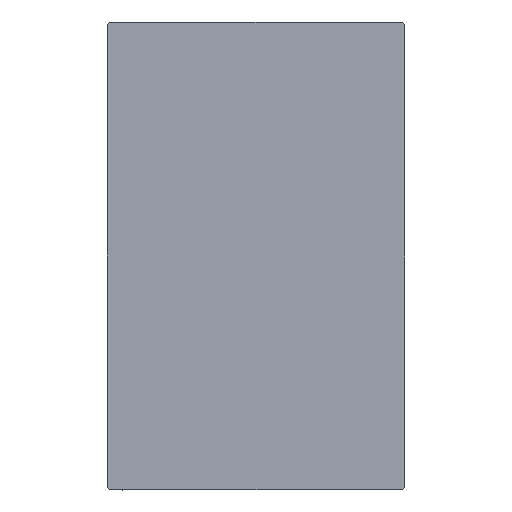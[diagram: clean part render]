
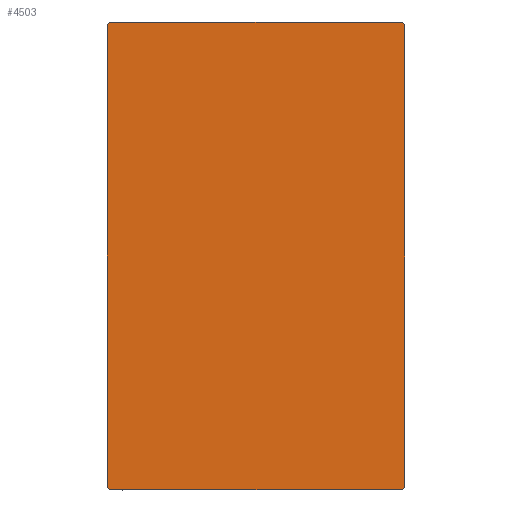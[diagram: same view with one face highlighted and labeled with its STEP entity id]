
A CAD part, left-side view. The second image highlights one B-rep face of the part: STEP entity #4503.
In plain terms, the highlighted face is planar.
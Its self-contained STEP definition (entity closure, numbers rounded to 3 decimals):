
#1043 = VERTEX_POINT ( 'NONE', #34890 ) ;
#2081 = VECTOR ( 'NONE', #27161, 1000. ) ;
#2439 = ORIENTED_EDGE ( 'NONE', *, *, #41081, .T. ) ;
#3021 = EDGE_CURVE ( 'NONE', #4895, #37237, #30813, .T. ) ;
#3531 = CARTESIAN_POINT ( 'NONE',  ( 56., 17.5, 27.5 ) ) ;
#3984 = CARTESIAN_POINT ( 'NONE',  ( 56., 22.35, -22.35 ) ) ;
#4503 = ADVANCED_FACE ( 'NONE', ( #19400 ), #9018, .T. ) ;
#4895 = VERTEX_POINT ( 'NONE', #39858 ) ;
#5719 = CARTESIAN_POINT ( 'NONE',  ( 56., 0., 0. ) ) ;
#6333 = CARTESIAN_POINT ( 'NONE',  ( 56., 22.35, 22.35 ) ) ;
#7223 = VERTEX_POINT ( 'NONE', #32244 ) ;
#7994 = DIRECTION ( 'NONE',  ( 0., 1., 0. ) ) ;
#8518 = CARTESIAN_POINT ( 'NONE',  ( 56., 17.2, 27.5 ) ) ;
#8664 = CARTESIAN_POINT ( 'NONE',  ( 56., -22.35, -22.35 ) ) ;
#8676 = ORIENTED_EDGE ( 'NONE', *, *, #3021, .T. ) ;
#8779 = ORIENTED_EDGE ( 'NONE', *, *, #23169, .T. ) ;
#9018 = PLANE ( 'NONE',  #23441 ) ;
#10261 = DIRECTION ( 'NONE',  ( 0., 0., 1. ) ) ;
#11546 = DIRECTION ( 'NONE',  ( 0., 0.707, -0.707 ) ) ;
#12204 = DIRECTION ( 'NONE',  ( 0., -1., 0. ) ) ;
#14539 = EDGE_CURVE ( 'NONE', #37237, #23292, #20305, .T. ) ;
#15037 = LINE ( 'NONE', #28505, #19405 ) ;
#15322 = VECTOR ( 'NONE', #11546, 1000. ) ;
#15851 = CARTESIAN_POINT ( 'NONE',  ( 56., 17.5, -27.5 ) ) ;
#16466 = EDGE_CURVE ( 'NONE', #23554, #1043, #15037, .T. ) ;
#17777 = VECTOR ( 'NONE', #33243, 1000. ) ;
#19400 = FACE_OUTER_BOUND ( 'NONE', #30638, .T. ) ;
#19405 = VECTOR ( 'NONE', #7994, 1000. ) ;
#20105 = LINE ( 'NONE', #3984, #2081 ) ;
#20305 = LINE ( 'NONE', #3531, #29324 ) ;
#20906 = ORIENTED_EDGE ( 'NONE', *, *, #33432, .T. ) ;
#21198 = LINE ( 'NONE', #32785, #39459 ) ;
#21947 = DIRECTION ( 'NONE',  ( 0., -0.707, -0.707 ) ) ;
#22485 = LINE ( 'NONE', #15851, #29480 ) ;
#22768 = ORIENTED_EDGE ( 'NONE', *, *, #14539, .T. ) ;
#23169 = EDGE_CURVE ( 'NONE', #42715, #23554, #31630, .T. ) ;
#23292 = VERTEX_POINT ( 'NONE', #30718 ) ;
#23441 = AXIS2_PLACEMENT_3D ( 'NONE', #5719, #32846, #29107 ) ;
#23554 = VERTEX_POINT ( 'NONE', #30833 ) ;
#24708 = EDGE_CURVE ( 'NONE', #7223, #4895, #22485, .T. ) ;
#25468 = CARTESIAN_POINT ( 'NONE',  ( 56., -22.35, 22.35 ) ) ;
#27161 = DIRECTION ( 'NONE',  ( 0., 0.707, 0.707 ) ) ;
#28505 = CARTESIAN_POINT ( 'NONE',  ( 56., -17.5, -27.5 ) ) ;
#29107 = DIRECTION ( 'NONE',  ( 0., 0., -1. ) ) ;
#29324 = VECTOR ( 'NONE', #12204, 1000. ) ;
#29480 = VECTOR ( 'NONE', #10261, 1000. ) ;
#30624 = CARTESIAN_POINT ( 'NONE',  ( 56., -17.5, 27.2 ) ) ;
#30638 = EDGE_LOOP ( 'NONE', ( #34998, #2439, #35421, #8676, #22768, #37787, #20906, #8779 ) ) ;
#30718 = CARTESIAN_POINT ( 'NONE',  ( 56., -17.2, 27.5 ) ) ;
#30813 = LINE ( 'NONE', #6333, #17777 ) ;
#30833 = CARTESIAN_POINT ( 'NONE',  ( 56., -17.2, -27.5 ) ) ;
#31444 = LINE ( 'NONE', #25468, #38707 ) ;
#31630 = LINE ( 'NONE', #8664, #15322 ) ;
#32244 = CARTESIAN_POINT ( 'NONE',  ( 56., 17.5, -27.2 ) ) ;
#32785 = CARTESIAN_POINT ( 'NONE',  ( 56., -17.5, 27.5 ) ) ;
#32846 = DIRECTION ( 'NONE',  ( 1., 0., 0. ) ) ;
#33243 = DIRECTION ( 'NONE',  ( 0., -0.707, 0.707 ) ) ;
#33432 = EDGE_CURVE ( 'NONE', #43136, #42715, #21198, .T. ) ;
#34890 = CARTESIAN_POINT ( 'NONE',  ( 56., 17.2, -27.5 ) ) ;
#34998 = ORIENTED_EDGE ( 'NONE', *, *, #16466, .T. ) ;
#35421 = ORIENTED_EDGE ( 'NONE', *, *, #24708, .T. ) ;
#35437 = DIRECTION ( 'NONE',  ( 0., 0., -1. ) ) ;
#37237 = VERTEX_POINT ( 'NONE', #8518 ) ;
#37787 = ORIENTED_EDGE ( 'NONE', *, *, #40446, .T. ) ;
#38707 = VECTOR ( 'NONE', #21947, 1000. ) ;
#39459 = VECTOR ( 'NONE', #35437, 1000. ) ;
#39858 = CARTESIAN_POINT ( 'NONE',  ( 56., 17.5, 27.2 ) ) ;
#39947 = CARTESIAN_POINT ( 'NONE',  ( 56., -17.5, -27.2 ) ) ;
#40446 = EDGE_CURVE ( 'NONE', #23292, #43136, #31444, .T. ) ;
#41081 = EDGE_CURVE ( 'NONE', #1043, #7223, #20105, .T. ) ;
#42715 = VERTEX_POINT ( 'NONE', #39947 ) ;
#43136 = VERTEX_POINT ( 'NONE', #30624 ) ;
